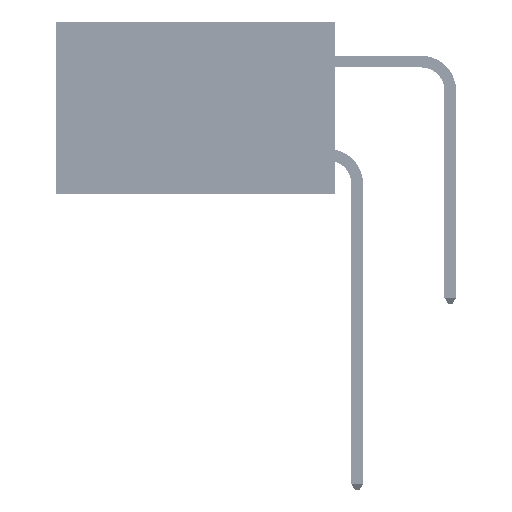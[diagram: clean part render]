
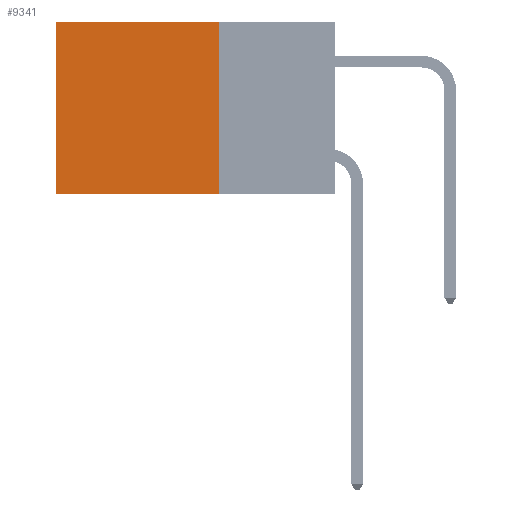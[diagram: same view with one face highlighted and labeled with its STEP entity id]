
A CAD part, left-side view. The second image highlights one B-rep face of the part: STEP entity #9341.
In plain terms, the highlighted planar face has unit normal (-1, 0, 0).
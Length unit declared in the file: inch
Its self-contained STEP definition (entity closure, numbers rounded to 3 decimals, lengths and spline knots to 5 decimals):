
#803 = EDGE_CURVE ( 'NONE', #19779, #41101, #21710, .T. ) ;
#1036 = LINE ( 'NONE', #6515, #9072 ) ;
#2717 = VECTOR ( 'NONE', #21449, 39.37008 ) ;
#6515 = CARTESIAN_POINT ( 'NONE',  ( 0.2875, 0.25, 0. ) ) ;
#9072 = VECTOR ( 'NONE', #34078, 39.37008 ) ;
#9341 = ADVANCED_FACE ( 'NONE', ( #26450 ), #32163, .F. ) ;
#13846 = AXIS2_PLACEMENT_3D ( 'NONE', #46988, #39151, #27513 ) ;
#14279 = EDGE_CURVE ( 'NONE', #22095, #19779, #24956, .T. ) ;
#15821 = DIRECTION ( 'NONE',  ( 0., 0., -1. ) ) ;
#19779 = VERTEX_POINT ( 'NONE', #20547 ) ;
#20547 = CARTESIAN_POINT ( 'NONE',  ( 0.2875, 0.25, -0.37 ) ) ;
#21449 = DIRECTION ( 'NONE',  ( 0., 0., -1. ) ) ;
#21710 = LINE ( 'NONE', #22645, #24147 ) ;
#22095 = VERTEX_POINT ( 'NONE', #35106 ) ;
#22645 = CARTESIAN_POINT ( 'NONE',  ( 0.2875, 0.25, -0.37 ) ) ;
#22677 = ORIENTED_EDGE ( 'NONE', *, *, #803, .F. ) ;
#22756 = ORIENTED_EDGE ( 'NONE', *, *, #34171, .T. ) ;
#24147 = VECTOR ( 'NONE', #26595, 39.37008 ) ;
#24618 = VERTEX_POINT ( 'NONE', #36196 ) ;
#24956 = LINE ( 'NONE', #48810, #2717 ) ;
#26450 = FACE_OUTER_BOUND ( 'NONE', #30676, .T. ) ;
#26595 = DIRECTION ( 'NONE',  ( 0., 1., 0. ) ) ;
#27513 = DIRECTION ( 'NONE',  ( 0., 0., -1. ) ) ;
#27567 = CARTESIAN_POINT ( 'NONE',  ( 0.2875, 0.6, 0. ) ) ;
#29636 = LINE ( 'NONE', #27567, #47963 ) ;
#30676 = EDGE_LOOP ( 'NONE', ( #22756, #22677, #46893, #32259 ) ) ;
#32163 = PLANE ( 'NONE',  #13846 ) ;
#32259 = ORIENTED_EDGE ( 'NONE', *, *, #48964, .T. ) ;
#34078 = DIRECTION ( 'NONE',  ( 0., 1., 0. ) ) ;
#34171 = EDGE_CURVE ( 'NONE', #24618, #41101, #29636, .T. ) ;
#35106 = CARTESIAN_POINT ( 'NONE',  ( 0.2875, 0.25, 0. ) ) ;
#36196 = CARTESIAN_POINT ( 'NONE',  ( 0.2875, 0.6, 0. ) ) ;
#39151 = DIRECTION ( 'NONE',  ( 1., 0., 0. ) ) ;
#41101 = VERTEX_POINT ( 'NONE', #47316 ) ;
#46893 = ORIENTED_EDGE ( 'NONE', *, *, #14279, .F. ) ;
#46988 = CARTESIAN_POINT ( 'NONE',  ( 0.2875, 0.25, 0. ) ) ;
#47316 = CARTESIAN_POINT ( 'NONE',  ( 0.2875, 0.6, -0.37 ) ) ;
#47963 = VECTOR ( 'NONE', #15821, 39.37008 ) ;
#48810 = CARTESIAN_POINT ( 'NONE',  ( 0.2875, 0.25, 0. ) ) ;
#48964 = EDGE_CURVE ( 'NONE', #22095, #24618, #1036, .T. ) ;
